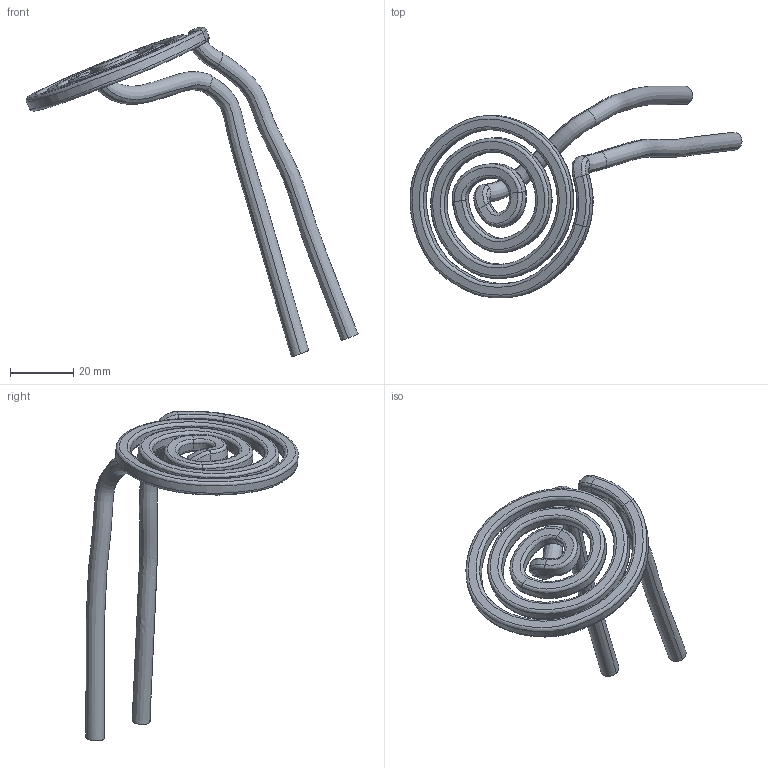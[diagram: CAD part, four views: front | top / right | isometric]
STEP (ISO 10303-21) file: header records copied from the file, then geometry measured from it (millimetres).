
FILE_DESCRIPTION(('STEP AP214'),'1');
FILE_NAME('Round Flat Pancake Induction Coil Solutions.stp','2022-10-07T09:52:32',(' '),(' '),'Spatial InterOp 3D',' ',' ');
FILE_SCHEMA(('AUTOMOTIVE_DESIGN { 1 0 10303 214 1 1 1 1 }'));
Length unit declared in the file: millimetre
Products named in the file (1): Solid
Bounding box: 105.3 x 67.34 x 104.61 mm (x, y, z)
Volume: 14222.3 mm3; surface area: 11047.6 mm2
Topology: 1 solids, 1 shells, 58 faces, 141 edges, 105 vertices
Faces by surface type: bspline 54, plane 2, revolution 2
Entity records: 21040 total; most frequent: CARTESIAN_POINT 19723, ORIENTED_EDGE 264, DIRECTION 155, EDGE_CURVE 132, VERTEX_POINT 76, B_SPLINE_CURVE_WITH_KNOTS 71, AXIS2_PLACEMENT_3D 66, ADVANCED_FACE 58
